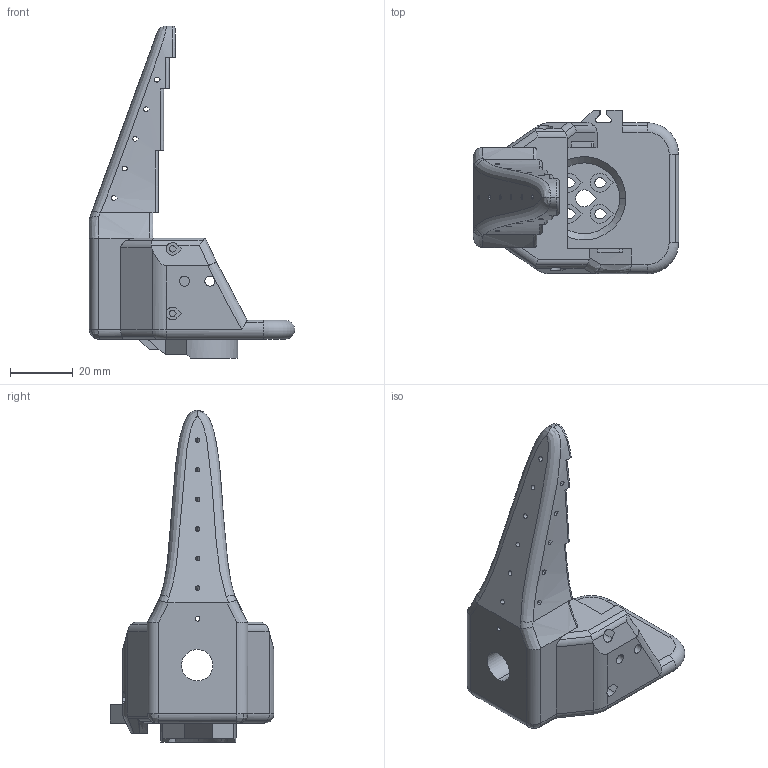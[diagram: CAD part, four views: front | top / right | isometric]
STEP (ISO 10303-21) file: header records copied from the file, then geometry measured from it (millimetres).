
FILE_DESCRIPTION (( 'STEP AP214' ), '1' );
FILE_NAME ('Wrist_Roll_Follower_SO101.STEP', '2026-02-21T18:25:45', ( '' ), ( '' ), 'SwSTEP 2.0', 'SolidWorks 2024', '' );
FILE_SCHEMA (( 'AUTOMOTIVE_DESIGN' ));
Length unit declared in the file: millimetre
Products named in the file (1): Wrist_Roll_Follower_SO101
Bounding box: 65.2 x 52 x 105.43 mm (x, y, z)
Volume: 56558.3 mm3; surface area: 18675.6 mm2
Topology: 1 solids, 1 shells, 293 faces, 822 edges, 538 vertices
Faces by surface type: plane 139, cylinder 113, bspline 34, cone 4, torus 3
Entity records: 13283 total; most frequent: CARTESIAN_POINT 6133, ORIENTED_EDGE 1640, DIRECTION 1267, EDGE_CURVE 820, VERTEX_POINT 538, VECTOR 447, LINE 447, AXIS2_PLACEMENT_3D 410
